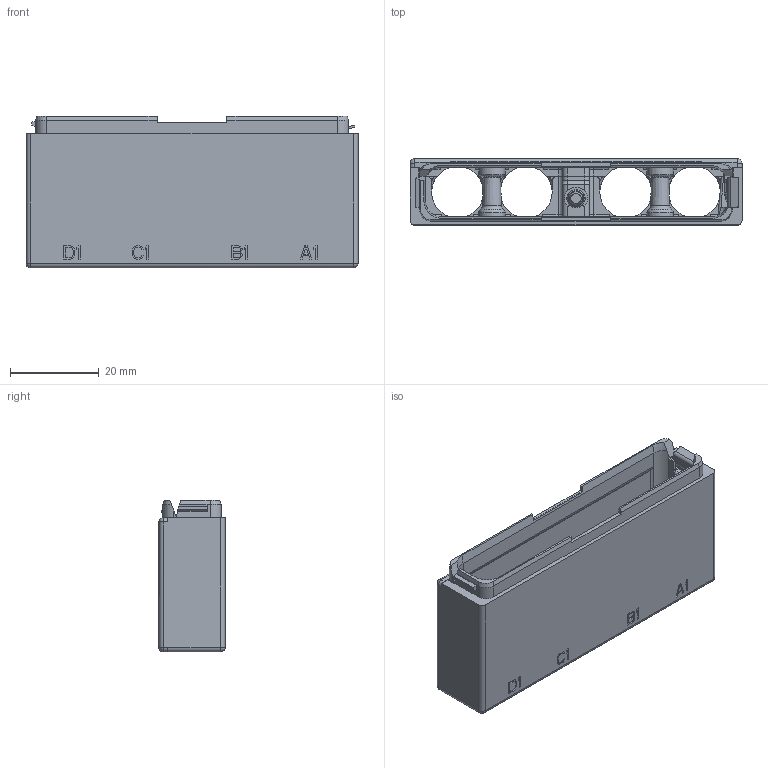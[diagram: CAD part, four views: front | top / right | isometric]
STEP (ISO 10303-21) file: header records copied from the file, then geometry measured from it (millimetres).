
FILE_DESCRIPTION((''),'2;1');
FILE_NAME('00611405018','2019-11-05T',('presta_be4'),(''),'CREO PARAMETRIC BY PTC INC, 2018360','CREO PARAMETRIC BY PTC INC, 2018360','');
FILE_SCHEMA(('CONFIG_CONTROL_DESIGN'));
Products named in the file (1): 00611405018
Bounding box: 75 x 14.96 x 34.32 mm (x, y, z)
Volume: 10195.2 mm3; surface area: 15843.5 mm2
Topology: 1 solids, 1 shells, 2549 faces, 7117 edges, 4319 vertices
Faces by surface type: plane 952, cylinder 698, torus 306, cone 274, sphere 244, bspline 75
Entity records: 89847 total; most frequent: CARTESIAN_POINT 25420, DIRECTION 13962, ORIENTED_EDGE 13308, EDGE_CURVE 6654, AXIS2_PLACEMENT_3D 5166, VERTEX_POINT 4319, VECTOR 3630, LINE 3630
